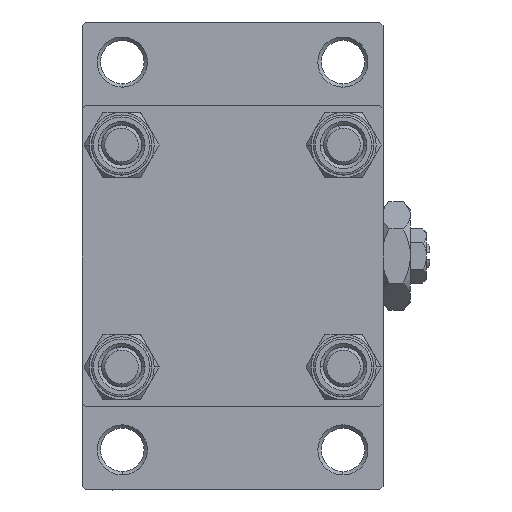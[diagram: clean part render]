
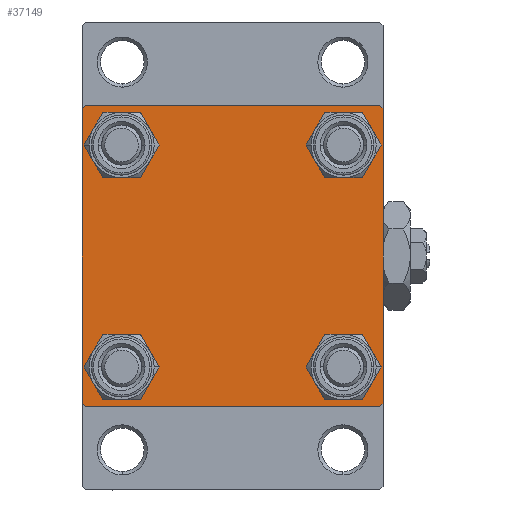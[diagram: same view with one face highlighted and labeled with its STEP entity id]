
A CAD part, left-side view. The second image highlights one B-rep face of the part: STEP entity #37149.
In plain terms, the highlighted planar face has unit normal (-1, 0, 0).
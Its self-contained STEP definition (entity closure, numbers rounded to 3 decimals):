
#15 = VERTEX_POINT ( 'NONE', #37954 ) ;
#558 = EDGE_LOOP ( 'NONE', ( #818, #38866 ) ) ;
#818 = ORIENTED_EDGE ( 'NONE', *, *, #24387, .T. ) ;
#1117 = CIRCLE ( 'NONE', #43957, 3.5 ) ;
#1311 = LINE ( 'NONE', #24648, #9707 ) ;
#1349 = DIRECTION ( 'NONE',  ( 1., 0., 0. ) ) ;
#1541 = EDGE_CURVE ( 'NONE', #31347, #25305, #1311, .T. ) ;
#2610 = CIRCLE ( 'NONE', #23234, 3.5 ) ;
#2887 = DIRECTION ( 'NONE',  ( 1., 0., 0. ) ) ;
#2939 = CARTESIAN_POINT ( 'NONE',  ( 0., 16.6, 16.6 ) ) ;
#2946 = EDGE_CURVE ( 'NONE', #11109, #26451, #2610, .T. ) ;
#3011 = ORIENTED_EDGE ( 'NONE', *, *, #31787, .T. ) ;
#3180 = DIRECTION ( 'NONE',  ( 1., 0., 0. ) ) ;
#4561 = VERTEX_POINT ( 'NONE', #31214 ) ;
#4930 = LINE ( 'NONE', #35712, #5276 ) ;
#4942 = CARTESIAN_POINT ( 'NONE',  ( 0., -16.6, -16.6 ) ) ;
#5143 = AXIS2_PLACEMENT_3D ( 'NONE', #24434, #1349, #9540 ) ;
#5276 = VECTOR ( 'NONE', #43165, 1000. ) ;
#5298 = EDGE_CURVE ( 'NONE', #15, #43594, #1117, .T. ) ;
#5516 = EDGE_LOOP ( 'NONE', ( #25595, #13322 ) ) ;
#7774 = EDGE_CURVE ( 'NONE', #25305, #35180, #30791, .T. ) ;
#8166 = DIRECTION ( 'NONE',  ( 1., 0., 0. ) ) ;
#8720 = CARTESIAN_POINT ( 'NONE',  ( 0., 0., 0. ) ) ;
#9156 = CIRCLE ( 'NONE', #13131, 3.5 ) ;
#9253 = DIRECTION ( 'NONE',  ( 0., -1., 0. ) ) ;
#9540 = DIRECTION ( 'NONE',  ( 0., 0., 1. ) ) ;
#9707 = VECTOR ( 'NONE', #9253, 1000. ) ;
#9778 = DIRECTION ( 'NONE',  ( 1., 0., 0. ) ) ;
#9915 = CARTESIAN_POINT ( 'NONE',  ( 0., 16.6, 16.6 ) ) ;
#10738 = CARTESIAN_POINT ( 'NONE',  ( 0., 22.5, 22.5 ) ) ;
#11109 = VERTEX_POINT ( 'NONE', #13738 ) ;
#11380 = ORIENTED_EDGE ( 'NONE', *, *, #24639, .T. ) ;
#11917 = DIRECTION ( 'NONE',  ( 0., -0.707, 0.707 ) ) ;
#12080 = EDGE_CURVE ( 'NONE', #4561, #30442, #9156, .T. ) ;
#12430 = CARTESIAN_POINT ( 'NONE',  ( 0., -16.6, -13.1 ) ) ;
#12745 = ORIENTED_EDGE ( 'NONE', *, *, #33998, .T. ) ;
#12855 = ORIENTED_EDGE ( 'NONE', *, *, #19569, .T. ) ;
#13131 = AXIS2_PLACEMENT_3D ( 'NONE', #40800, #9778, #21442 ) ;
#13261 = LINE ( 'NONE', #28411, #16050 ) ;
#13322 = ORIENTED_EDGE ( 'NONE', *, *, #42471, .T. ) ;
#13738 = CARTESIAN_POINT ( 'NONE',  ( 0., -16.6, -20.1 ) ) ;
#14055 = CARTESIAN_POINT ( 'NONE',  ( 0., 16.6, -20.1 ) ) ;
#14192 = VECTOR ( 'NONE', #23149, 1000. ) ;
#14981 = DIRECTION ( 'NONE',  ( 0., 0.707, -0.707 ) ) ;
#15194 = VERTEX_POINT ( 'NONE', #32735 ) ;
#15214 = DIRECTION ( 'NONE',  ( 0., 0., -1. ) ) ;
#15964 = CARTESIAN_POINT ( 'NONE',  ( 0., 16.6, 20.1 ) ) ;
#16050 = VECTOR ( 'NONE', #14981, 1000. ) ;
#16158 = FACE_BOUND ( 'NONE', #38895, .T. ) ;
#17138 = EDGE_CURVE ( 'NONE', #17735, #15194, #31804, .T. ) ;
#17434 = VERTEX_POINT ( 'NONE', #38719 ) ;
#17735 = VERTEX_POINT ( 'NONE', #25757 ) ;
#17856 = AXIS2_PLACEMENT_3D ( 'NONE', #22477, #2887, #18016 ) ;
#18016 = DIRECTION ( 'NONE',  ( 0., 0., 1. ) ) ;
#18445 = CARTESIAN_POINT ( 'NONE',  ( 0., 22.5, 22. ) ) ;
#18711 = VECTOR ( 'NONE', #15214, 1000. ) ;
#19569 = EDGE_CURVE ( 'NONE', #26451, #11109, #44493, .T. ) ;
#20127 = DIRECTION ( 'NONE',  ( 0., 0., 1. ) ) ;
#20363 = AXIS2_PLACEMENT_3D ( 'NONE', #8720, #39022, #20127 ) ;
#21442 = DIRECTION ( 'NONE',  ( 0., 0., 1. ) ) ;
#22477 = CARTESIAN_POINT ( 'NONE',  ( 0., 16.6, -16.6 ) ) ;
#23149 = DIRECTION ( 'NONE',  ( 0., -1., 0. ) ) ;
#23234 = AXIS2_PLACEMENT_3D ( 'NONE', #42193, #8166, #23309 ) ;
#23309 = DIRECTION ( 'NONE',  ( 0., 0., 1. ) ) ;
#23860 = FACE_BOUND ( 'NONE', #558, .T. ) ;
#24239 = VECTOR ( 'NONE', #46215, 1000. ) ;
#24302 = DIRECTION ( 'NONE',  ( 1., 0., 0. ) ) ;
#24350 = DIRECTION ( 'NONE',  ( 1., 0., 0. ) ) ;
#24387 = EDGE_CURVE ( 'NONE', #43594, #15, #38304, .T. ) ;
#24434 = CARTESIAN_POINT ( 'NONE',  ( 0., -16.6, 16.6 ) ) ;
#24639 = EDGE_CURVE ( 'NONE', #17434, #30858, #13261, .T. ) ;
#24648 = CARTESIAN_POINT ( 'NONE',  ( 0., 22.5, -22.5 ) ) ;
#24999 = CIRCLE ( 'NONE', #5143, 3.5 ) ;
#25305 = VERTEX_POINT ( 'NONE', #47914 ) ;
#25529 = DIRECTION ( 'NONE',  ( 0., 0., 1. ) ) ;
#25595 = ORIENTED_EDGE ( 'NONE', *, *, #29923, .T. ) ;
#25757 = CARTESIAN_POINT ( 'NONE',  ( 0., -22.5, 22. ) ) ;
#25890 = LINE ( 'NONE', #10738, #18711 ) ;
#26451 = VERTEX_POINT ( 'NONE', #12430 ) ;
#26577 = ORIENTED_EDGE ( 'NONE', *, *, #12080, .T. ) ;
#26599 = LINE ( 'NONE', #48967, #24239 ) ;
#27968 = ORIENTED_EDGE ( 'NONE', *, *, #1541, .T. ) ;
#28411 = CARTESIAN_POINT ( 'NONE',  ( 0., 22.25, 22.25 ) ) ;
#28654 = CARTESIAN_POINT ( 'NONE',  ( 0., 22.5, -22. ) ) ;
#28819 = DIRECTION ( 'NONE',  ( 0., 0., 1. ) ) ;
#29923 = EDGE_CURVE ( 'NONE', #45903, #34368, #24999, .T. ) ;
#30442 = VERTEX_POINT ( 'NONE', #14055 ) ;
#30568 = EDGE_CURVE ( 'NONE', #30442, #4561, #45640, .T. ) ;
#30791 = LINE ( 'NONE', #45949, #40747 ) ;
#30858 = VERTEX_POINT ( 'NONE', #18445 ) ;
#31134 = AXIS2_PLACEMENT_3D ( 'NONE', #2939, #3180, #25529 ) ;
#31214 = CARTESIAN_POINT ( 'NONE',  ( 0., 16.6, -13.1 ) ) ;
#31322 = FACE_BOUND ( 'NONE', #35154, .T. ) ;
#31333 = ORIENTED_EDGE ( 'NONE', *, *, #46473, .F. ) ;
#31347 = VERTEX_POINT ( 'NONE', #46467 ) ;
#31787 = EDGE_CURVE ( 'NONE', #30858, #32510, #25890, .T. ) ;
#31804 = LINE ( 'NONE', #39755, #46644 ) ;
#32510 = VERTEX_POINT ( 'NONE', #28654 ) ;
#32735 = CARTESIAN_POINT ( 'NONE',  ( 0., -22., 22.5 ) ) ;
#33998 = EDGE_CURVE ( 'NONE', #32510, #31347, #26599, .T. ) ;
#34205 = EDGE_LOOP ( 'NONE', ( #3011, #12745, #27968, #40058, #41143, #35870, #31333, #11380 ) ) ;
#34368 = VERTEX_POINT ( 'NONE', #42655 ) ;
#35154 = EDGE_LOOP ( 'NONE', ( #26577, #43821 ) ) ;
#35180 = VERTEX_POINT ( 'NONE', #40763 ) ;
#35529 = DIRECTION ( 'NONE',  ( 0., 0.707, 0.707 ) ) ;
#35550 = CARTESIAN_POINT ( 'NONE',  ( 0., 22.5, 22.5 ) ) ;
#35712 = CARTESIAN_POINT ( 'NONE',  ( 0., -22.5, 22.5 ) ) ;
#35782 = FACE_BOUND ( 'NONE', #5516, .T. ) ;
#35842 = ORIENTED_EDGE ( 'NONE', *, *, #2946, .T. ) ;
#35870 = ORIENTED_EDGE ( 'NONE', *, *, #17138, .T. ) ;
#35994 = DIRECTION ( 'NONE',  ( 0., 0., 1. ) ) ;
#36509 = CARTESIAN_POINT ( 'NONE',  ( 0., -16.6, 16.6 ) ) ;
#36548 = EDGE_CURVE ( 'NONE', #17735, #35180, #4930, .T. ) ;
#36658 = AXIS2_PLACEMENT_3D ( 'NONE', #4942, #24302, #43175 ) ;
#37149 = ADVANCED_FACE ( 'NONE', ( #35782, #16158, #31322, #23860, #46492 ), #42748, .T. ) ;
#37954 = CARTESIAN_POINT ( 'NONE',  ( 0., 16.6, 13.1 ) ) ;
#38304 = CIRCLE ( 'NONE', #31134, 3.5 ) ;
#38719 = CARTESIAN_POINT ( 'NONE',  ( 0., 22., 22.5 ) ) ;
#38784 = AXIS2_PLACEMENT_3D ( 'NONE', #36509, #24350, #28819 ) ;
#38866 = ORIENTED_EDGE ( 'NONE', *, *, #5298, .T. ) ;
#38895 = EDGE_LOOP ( 'NONE', ( #12855, #35842 ) ) ;
#39022 = DIRECTION ( 'NONE',  ( -1., 0., 0. ) ) ;
#39755 = CARTESIAN_POINT ( 'NONE',  ( 0., -22.25, 22.25 ) ) ;
#40058 = ORIENTED_EDGE ( 'NONE', *, *, #7774, .T. ) ;
#40222 = DIRECTION ( 'NONE',  ( 1., 0., 0. ) ) ;
#40747 = VECTOR ( 'NONE', #11917, 1000. ) ;
#40763 = CARTESIAN_POINT ( 'NONE',  ( 0., -22.5, -22. ) ) ;
#40800 = CARTESIAN_POINT ( 'NONE',  ( 0., 16.6, -16.6 ) ) ;
#40980 = CARTESIAN_POINT ( 'NONE',  ( 0., -16.6, 20.1 ) ) ;
#41143 = ORIENTED_EDGE ( 'NONE', *, *, #36548, .F. ) ;
#42193 = CARTESIAN_POINT ( 'NONE',  ( 0., -16.6, -16.6 ) ) ;
#42471 = EDGE_CURVE ( 'NONE', #34368, #45903, #48284, .T. ) ;
#42655 = CARTESIAN_POINT ( 'NONE',  ( 0., -16.6, 13.1 ) ) ;
#42748 = PLANE ( 'NONE',  #20363 ) ;
#43165 = DIRECTION ( 'NONE',  ( 0., 0., -1. ) ) ;
#43175 = DIRECTION ( 'NONE',  ( 0., 0., 1. ) ) ;
#43594 = VERTEX_POINT ( 'NONE', #15964 ) ;
#43821 = ORIENTED_EDGE ( 'NONE', *, *, #30568, .T. ) ;
#43957 = AXIS2_PLACEMENT_3D ( 'NONE', #9915, #40222, #35994 ) ;
#44493 = CIRCLE ( 'NONE', #36658, 3.5 ) ;
#45640 = CIRCLE ( 'NONE', #17856, 3.5 ) ;
#45903 = VERTEX_POINT ( 'NONE', #40980 ) ;
#45949 = CARTESIAN_POINT ( 'NONE',  ( 0., -22.25, -22.25 ) ) ;
#46215 = DIRECTION ( 'NONE',  ( 0., -0.707, -0.707 ) ) ;
#46259 = LINE ( 'NONE', #35550, #14192 ) ;
#46467 = CARTESIAN_POINT ( 'NONE',  ( 0., 22., -22.5 ) ) ;
#46473 = EDGE_CURVE ( 'NONE', #17434, #15194, #46259, .T. ) ;
#46492 = FACE_OUTER_BOUND ( 'NONE', #34205, .T. ) ;
#46644 = VECTOR ( 'NONE', #35529, 1000. ) ;
#47914 = CARTESIAN_POINT ( 'NONE',  ( 0., -22., -22.5 ) ) ;
#48284 = CIRCLE ( 'NONE', #38784, 3.5 ) ;
#48967 = CARTESIAN_POINT ( 'NONE',  ( 0., 22.25, -22.25 ) ) ;
